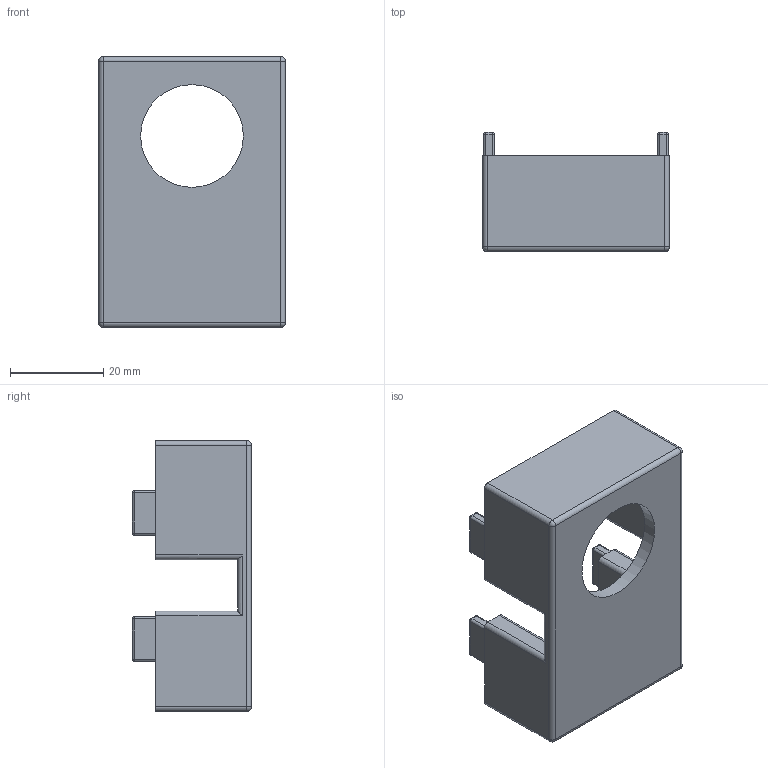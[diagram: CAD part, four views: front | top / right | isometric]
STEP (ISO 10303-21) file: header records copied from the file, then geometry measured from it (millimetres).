
FILE_DESCRIPTION(/* description */ ('','CAx-IF Rec.Pracs.---Representation and Presentation of Product Manufacturing Information (PMI)---4.0---2014-10-13'),/* implementation_level */ '2;1');
FILE_NAME(/* name */ '6_Axis_3_4_5arm_corver.step',/* time_stamp */ '2024-12-27T13:57:27+09:00',/* author */ (''),/* organization */ (''),/* preprocessor_version */ 'ST-DEVELOPER v20',/* originating_system */ 'Autodesk Translation Framework v13.20.0.188',/* authorisation */ '');
FILE_SCHEMA (('AP242_MANAGED_MODEL_BASED_3D_ENGINEERING_MIM_LF { 1 0 10303 442 1 1 4 }'));
Length unit declared in the file: millimetre
Products named in the file (1): 6_Axis_3_4_5arm_corver
Bounding box: 40 x 25.5 x 58 mm (x, y, z)
Volume: 20797.6 mm3; surface area: 10630.1 mm2
Topology: 1 solids, 1 shells, 109 faces, 245 edges, 142 vertices
Faces by surface type: cylinder 51, plane 38, sphere 20
Full cylindrical faces by diameter (mm): 22 x1
Entity records: 3022 total; most frequent: DIRECTION 563, CARTESIAN_POINT 497, ORIENTED_EDGE 490, EDGE_CURVE 245, AXIS2_PLACEMENT_3D 208, LINE 147, VECTOR 147, VERTEX_POINT 142
